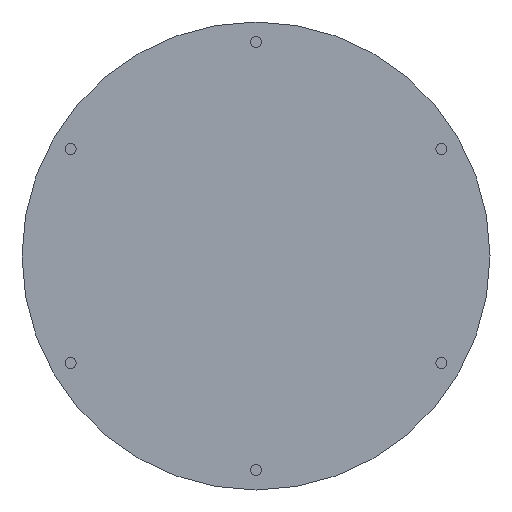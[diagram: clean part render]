
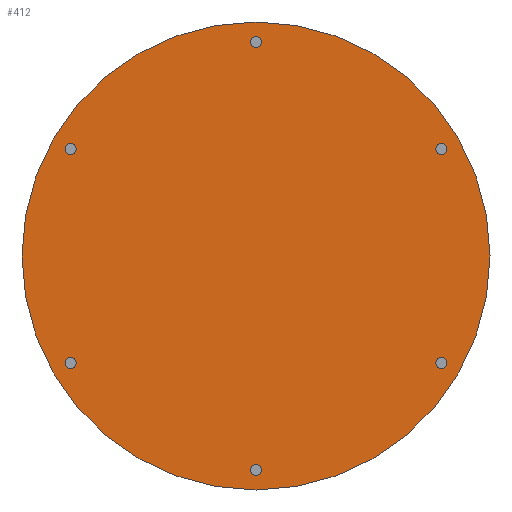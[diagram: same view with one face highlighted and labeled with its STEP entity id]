
A CAD part, front view. The second image highlights one B-rep face of the part: STEP entity #412.
In plain terms, the highlighted planar face has unit normal (0, -1, 0).
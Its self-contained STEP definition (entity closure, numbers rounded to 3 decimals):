
#29=CARTESIAN_POINT('',(0.,0.,0.));
#30=DIRECTION('',(0.,1.,0.));
#31=DIRECTION('',(0.,0.,1.));
#32=AXIS2_PLACEMENT_3D('',#29,#30,#31);
#34=CARTESIAN_POINT('',(0.,0.,0.));
#35=DIRECTION('',(0.,-1.,0.));
#36=DIRECTION('',(0.,0.,1.));
#37=AXIS2_PLACEMENT_3D('',#34,#35,#36);
#39=CARTESIAN_POINT('',(0.,0.,48.));
#40=DIRECTION('',(0.,1.,0.));
#41=DIRECTION('',(0.,0.,-1.));
#42=AXIS2_PLACEMENT_3D('',#39,#40,#41);
#44=CARTESIAN_POINT('',(0.,0.,48.));
#45=DIRECTION('',(0.,1.,0.));
#46=DIRECTION('',(0.,0.,1.));
#47=AXIS2_PLACEMENT_3D('',#44,#45,#46);
#49=CARTESIAN_POINT('',(-41.569,0.,24.));
#50=DIRECTION('',(0.,1.,0.));
#51=DIRECTION('',(0.866,0.,-0.5));
#52=AXIS2_PLACEMENT_3D('',#49,#50,#51);
#54=CARTESIAN_POINT('',(-41.569,0.,24.));
#55=DIRECTION('',(0.,1.,0.));
#56=DIRECTION('',(-0.866,0.,0.5));
#57=AXIS2_PLACEMENT_3D('',#54,#55,#56);
#59=CARTESIAN_POINT('',(-41.569,0.,-24.));
#60=DIRECTION('',(0.,1.,0.));
#61=DIRECTION('',(0.866,0.,0.5));
#62=AXIS2_PLACEMENT_3D('',#59,#60,#61);
#64=CARTESIAN_POINT('',(-41.569,0.,-24.));
#65=DIRECTION('',(0.,1.,0.));
#66=DIRECTION('',(-0.866,0.,-0.5));
#67=AXIS2_PLACEMENT_3D('',#64,#65,#66);
#69=CARTESIAN_POINT('',(0.,0.,-48.));
#70=DIRECTION('',(0.,1.,0.));
#71=DIRECTION('',(0.,0.,1.));
#72=AXIS2_PLACEMENT_3D('',#69,#70,#71);
#74=CARTESIAN_POINT('',(0.,0.,-48.));
#75=DIRECTION('',(0.,1.,0.));
#76=DIRECTION('',(0.,0.,-1.));
#77=AXIS2_PLACEMENT_3D('',#74,#75,#76);
#79=CARTESIAN_POINT('',(41.569,0.,-24.));
#80=DIRECTION('',(0.,1.,0.));
#81=DIRECTION('',(-0.866,0.,0.5));
#82=AXIS2_PLACEMENT_3D('',#79,#80,#81);
#84=CARTESIAN_POINT('',(41.569,0.,-24.));
#85=DIRECTION('',(0.,1.,0.));
#86=DIRECTION('',(0.866,0.,-0.5));
#87=AXIS2_PLACEMENT_3D('',#84,#85,#86);
#89=CARTESIAN_POINT('',(41.569,0.,24.));
#90=DIRECTION('',(0.,1.,0.));
#91=DIRECTION('',(-0.866,0.,-0.5));
#92=AXIS2_PLACEMENT_3D('',#89,#90,#91);
#94=CARTESIAN_POINT('',(41.569,0.,24.));
#95=DIRECTION('',(0.,1.,0.));
#96=DIRECTION('',(0.866,0.,0.5));
#97=AXIS2_PLACEMENT_3D('',#94,#95,#96);
#211=CARTESIAN_POINT('',(0.,0.,52.5));
#212=VERTEX_POINT('',#211);
#215=CARTESIAN_POINT('',(0.,0.,-52.5));
#216=VERTEX_POINT('',#215);
#221=CARTESIAN_POINT('',(0.,0.,46.75));
#222=CARTESIAN_POINT('',(0.,0.,49.25));
#223=VERTEX_POINT('',#221);
#224=VERTEX_POINT('',#222);
#229=CARTESIAN_POINT('',(-40.487,0.,23.375));
#230=CARTESIAN_POINT('',(-42.652,0.,24.625));
#231=VERTEX_POINT('',#229);
#232=VERTEX_POINT('',#230);
#237=CARTESIAN_POINT('',(-40.487,0.,-23.375));
#238=CARTESIAN_POINT('',(-42.652,0.,-24.625));
#239=VERTEX_POINT('',#237);
#240=VERTEX_POINT('',#238);
#245=CARTESIAN_POINT('',(0.,0.,-46.75));
#246=CARTESIAN_POINT('',(0.,0.,-49.25));
#247=VERTEX_POINT('',#245);
#248=VERTEX_POINT('',#246);
#253=CARTESIAN_POINT('',(40.487,0.,-23.375));
#254=CARTESIAN_POINT('',(42.652,0.,-24.625));
#255=VERTEX_POINT('',#253);
#256=VERTEX_POINT('',#254);
#261=CARTESIAN_POINT('',(40.487,0.,23.375));
#262=CARTESIAN_POINT('',(42.652,0.,24.625));
#263=VERTEX_POINT('',#261);
#264=VERTEX_POINT('',#262);
#367=CARTESIAN_POINT('',(0.,0.,0.));
#368=DIRECTION('',(0.,-1.,0.));
#369=DIRECTION('',(0.,0.,1.));
#370=AXIS2_PLACEMENT_3D('',#367,#368,#369);
#371=PLANE('',#370);
#372=ORIENTED_EDGE('',*,*,#349,.T.);
#373=ORIENTED_EDGE('',*,*,#360,.F.);
#374=EDGE_LOOP('',(#372,#373));
#375=FACE_OUTER_BOUND('',#374,.F.);
#377=ORIENTED_EDGE('',*,*,#376,.F.);
#379=ORIENTED_EDGE('',*,*,#378,.F.);
#380=EDGE_LOOP('',(#377,#379));
#381=FACE_BOUND('',#380,.F.);
#383=ORIENTED_EDGE('',*,*,#382,.F.);
#385=ORIENTED_EDGE('',*,*,#384,.F.);
#386=EDGE_LOOP('',(#383,#385));
#387=FACE_BOUND('',#386,.F.);
#389=ORIENTED_EDGE('',*,*,#388,.F.);
#391=ORIENTED_EDGE('',*,*,#390,.F.);
#392=EDGE_LOOP('',(#389,#391));
#393=FACE_BOUND('',#392,.F.);
#395=ORIENTED_EDGE('',*,*,#394,.F.);
#397=ORIENTED_EDGE('',*,*,#396,.F.);
#398=EDGE_LOOP('',(#395,#397));
#399=FACE_BOUND('',#398,.F.);
#401=ORIENTED_EDGE('',*,*,#400,.F.);
#403=ORIENTED_EDGE('',*,*,#402,.F.);
#404=EDGE_LOOP('',(#401,#403));
#405=FACE_BOUND('',#404,.F.);
#407=ORIENTED_EDGE('',*,*,#406,.F.);
#409=ORIENTED_EDGE('',*,*,#408,.F.);
#410=EDGE_LOOP('',(#407,#409));
#411=FACE_BOUND('',#410,.F.);
#412=ADVANCED_FACE('',(#375,#381,#387,#393,#399,#405,#411),#371,.T.);
#33=CIRCLE('',#32,52.5);
#38=CIRCLE('',#37,52.5);
#43=CIRCLE('',#42,1.25);
#48=CIRCLE('',#47,1.25);
#53=CIRCLE('',#52,1.25);
#58=CIRCLE('',#57,1.25);
#63=CIRCLE('',#62,1.25);
#68=CIRCLE('',#67,1.25);
#73=CIRCLE('',#72,1.25);
#78=CIRCLE('',#77,1.25);
#83=CIRCLE('',#82,1.25);
#88=CIRCLE('',#87,1.25);
#93=CIRCLE('',#92,1.25);
#98=CIRCLE('',#97,1.25);
#349=EDGE_CURVE('',#212,#216,#33,.T.);
#360=EDGE_CURVE('',#212,#216,#38,.T.);
#376=EDGE_CURVE('',#223,#224,#43,.T.);
#378=EDGE_CURVE('',#224,#223,#48,.T.);
#382=EDGE_CURVE('',#231,#232,#53,.T.);
#384=EDGE_CURVE('',#232,#231,#58,.T.);
#388=EDGE_CURVE('',#239,#240,#63,.T.);
#390=EDGE_CURVE('',#240,#239,#68,.T.);
#394=EDGE_CURVE('',#247,#248,#73,.T.);
#396=EDGE_CURVE('',#248,#247,#78,.T.);
#400=EDGE_CURVE('',#255,#256,#83,.T.);
#402=EDGE_CURVE('',#256,#255,#88,.T.);
#406=EDGE_CURVE('',#263,#264,#93,.T.);
#408=EDGE_CURVE('',#264,#263,#98,.T.);
